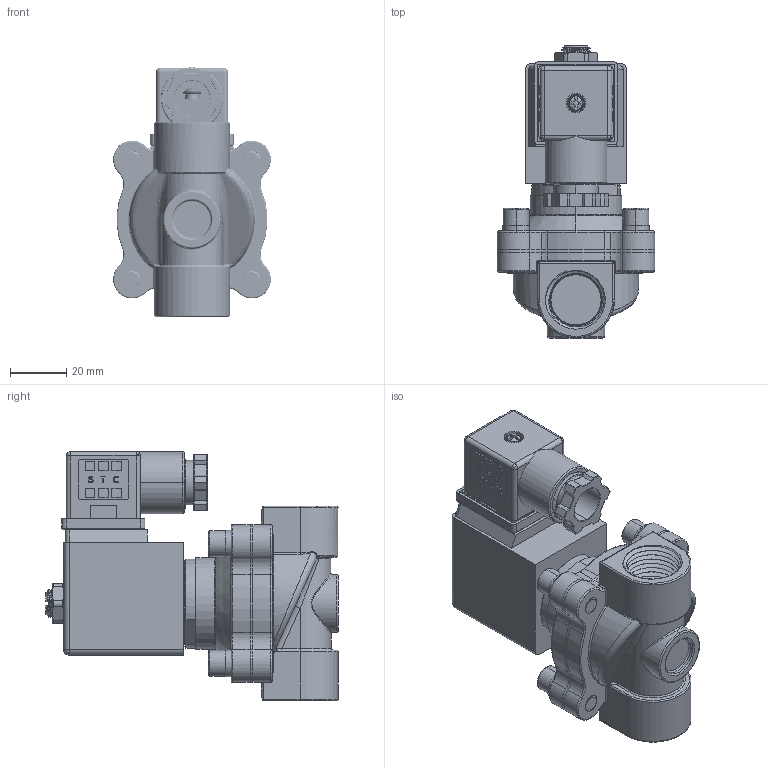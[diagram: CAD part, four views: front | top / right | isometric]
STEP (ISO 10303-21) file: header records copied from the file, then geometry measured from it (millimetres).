
FILE_DESCRIPTION (( 'STEP AP214' ), '1' );
FILE_NAME ('2S160-1-2.STEP', '2018-11-08T19:13:51', ( '' ), ( '' ), 'SwSTEP 2.0', 'SolidWorks 2016', '' );
FILE_SCHEMA (( 'AUTOMOTIVE_DESIGN' ));
Length unit declared in the file: millimetre
Products named in the file (1): 2S160-1-2
Bounding box: 55.98 x 103.7 x 88.53 mm (x, y, z)
Volume: 171310.6 mm3; surface area: 69796.4 mm2
Topology: 23 solids, 23 shells, 1773 faces, 4861 edges, 3182 vertices
Faces by surface type: cylinder 729, plane 668, bspline 158, cone 96, torus 91, sphere 31
Entity records: 127016 total; most frequent: CARTESIAN_POINT 65562, ORIENTED_EDGE 9688, DIRECTION 7385, EDGE_CURVE 4844, VERTEX_POINT 3182, AXIS2_PLACEMENT_3D 2495, VECTOR 2395, LINE 2395
